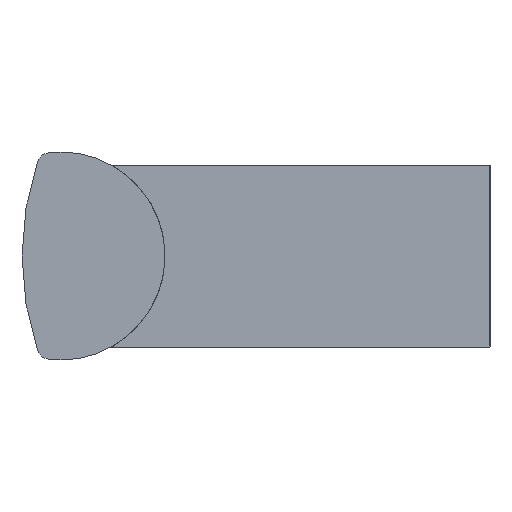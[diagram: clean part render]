
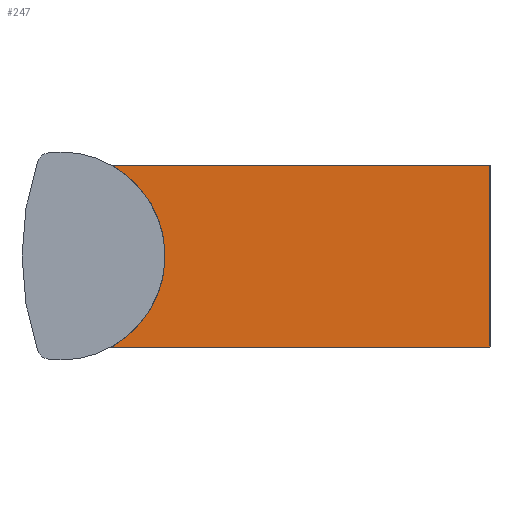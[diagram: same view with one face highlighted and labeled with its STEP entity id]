
A CAD part, left-side view. The second image highlights one B-rep face of the part: STEP entity #247.
In plain terms, the highlighted planar face has unit normal (-1, 0, 0).
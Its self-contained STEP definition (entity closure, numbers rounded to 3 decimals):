
#49 = VERTEX_POINT ( 'NONE', #623 ) ;
#62 = DIRECTION ( 'NONE',  ( 0., 0., -1. ) ) ;
#70 = LINE ( 'NONE', #136, #284 ) ;
#104 = LINE ( 'NONE', #583, #359 ) ;
#115 = ORIENTED_EDGE ( 'NONE', *, *, #458, .F. ) ;
#128 = DIRECTION ( 'NONE',  ( -1., 0., 0. ) ) ;
#136 = CARTESIAN_POINT ( 'NONE',  ( -246., 0., -7. ) ) ;
#190 = LINE ( 'NONE', #727, #652 ) ;
#214 = EDGE_CURVE ( 'NONE', #304, #49, #218, .T. ) ;
#218 = CIRCLE ( 'NONE', #871, 8. ) ;
#231 = EDGE_CURVE ( 'NONE', #304, #293, #190, .T. ) ;
#247 = ADVANCED_FACE ( 'NONE', ( #323 ), #733, .F. ) ;
#252 = CARTESIAN_POINT ( 'NONE',  ( -246., 0., -7. ) ) ;
#257 = CARTESIAN_POINT ( 'NONE',  ( -246., 29.127, -7. ) ) ;
#262 = CARTESIAN_POINT ( 'NONE',  ( -246., 36.002, -7. ) ) ;
#284 = VECTOR ( 'NONE', #678, 1000. ) ;
#293 = VERTEX_POINT ( 'NONE', #252 ) ;
#304 = VERTEX_POINT ( 'NONE', #257 ) ;
#323 = FACE_OUTER_BOUND ( 'NONE', #568, .T. ) ;
#359 = VECTOR ( 'NONE', #453, 1000. ) ;
#373 = CARTESIAN_POINT ( 'NONE',  ( -246., 33., 0. ) ) ;
#434 = ORIENTED_EDGE ( 'NONE', *, *, #621, .T. ) ;
#453 = DIRECTION ( 'NONE',  ( 0., -1., 0. ) ) ;
#455 = CARTESIAN_POINT ( 'NONE',  ( -246., 0., 7. ) ) ;
#458 = EDGE_CURVE ( 'NONE', #49, #556, #104, .T. ) ;
#535 = AXIS2_PLACEMENT_3D ( 'NONE', #262, #670, #856 ) ;
#556 = VERTEX_POINT ( 'NONE', #455 ) ;
#560 = ORIENTED_EDGE ( 'NONE', *, *, #231, .T. ) ;
#568 = EDGE_LOOP ( 'NONE', ( #698, #560, #434, #115 ) ) ;
#583 = CARTESIAN_POINT ( 'NONE',  ( -246., 36.002, 7. ) ) ;
#621 = EDGE_CURVE ( 'NONE', #293, #556, #70, .T. ) ;
#623 = CARTESIAN_POINT ( 'NONE',  ( -246., 29.127, 7. ) ) ;
#652 = VECTOR ( 'NONE', #722, 1000. ) ;
#670 = DIRECTION ( 'NONE',  ( 1., 0., 0. ) ) ;
#678 = DIRECTION ( 'NONE',  ( 0., 0., 1. ) ) ;
#698 = ORIENTED_EDGE ( 'NONE', *, *, #214, .F. ) ;
#722 = DIRECTION ( 'NONE',  ( 0., -1., 0. ) ) ;
#727 = CARTESIAN_POINT ( 'NONE',  ( -246., 36.002, -7. ) ) ;
#733 = PLANE ( 'NONE',  #535 ) ;
#856 = DIRECTION ( 'NONE',  ( 0., 0., -1. ) ) ;
#871 = AXIS2_PLACEMENT_3D ( 'NONE', #373, #128, #62 ) ;
